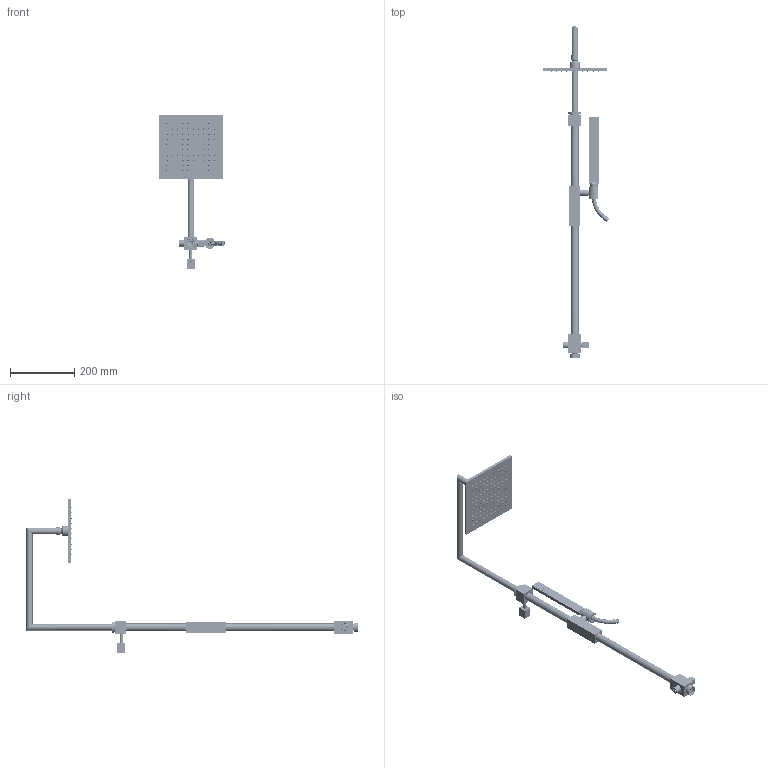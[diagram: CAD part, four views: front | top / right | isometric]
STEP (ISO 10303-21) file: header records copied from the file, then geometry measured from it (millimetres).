
FILE_DESCRIPTION((''),'2;1');
FILE_NAME('ZCOL615CR','2021-11-11T11:47:38',('ut3'),('PAFFONI SpA'),'CREO PARAMETRIC BY PTC INC, 2020044','CREO PARAMETRIC BY PTC INC, 2020044','');
FILE_SCHEMA(('CONFIG_CONTROL_DESIGN','SHAPE_APPEARANCE_LAYERS_GROUPS'));
Products named in the file (1): ZCOL615CR
Bounding box: 208.18 x 1035 x 480.1 mm (x, y, z)
Volume: 693817 mm3; surface area: 513158 mm2
Topology: 7 solids, 9 shells, 5803 faces, 12496 edges, 7161 vertices
Faces by surface type: torus 3261, cylinder 1073, plane 966, cone 453, bspline 46, sphere 4
Entity records: 262443 total; most frequent: CARTESIAN_POINT 67006, DIRECTION 32962, ORIENTED_EDGE 24972, AXIS2_PLACEMENT_3D 15089, EDGE_CURVE 12486, FILL_AREA_STYLE_COLOUR 10221, FILL_AREA_STYLE 10221, SURFACE_STYLE_FILL_AREA 10221
